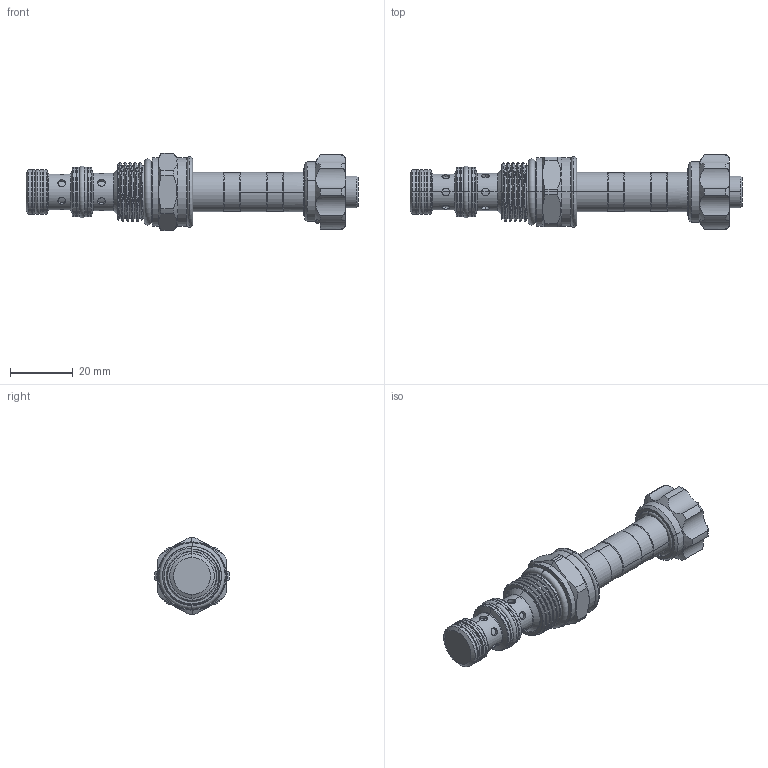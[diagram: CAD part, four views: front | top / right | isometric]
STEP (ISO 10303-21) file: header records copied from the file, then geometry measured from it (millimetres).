
FILE_DESCRIPTION (( 'STEP AP203' ), '1' );
FILE_NAME ('ES08W3A11M04.STEP', '2016-09-06T02:21:48', ( '' ), ( '' ), 'SwSTEP 2.0', 'SolidWorks 2012', '' );
FILE_SCHEMA (( 'CONFIG_CONTROL_DESIGN' ));
Length unit declared in the file: millimetre
Products named in the file (1): ES08W3A11M04
Bounding box: 106.19 x 23.79 x 24.65 mm (x, y, z)
Volume: 20977.1 mm3; surface area: 9842.8 mm2
Topology: 4 solids, 4 shells, 313 faces, 713 edges, 434 vertices
Faces by surface type: cylinder 158, torus 66, cone 47, plane 36, bspline 6
Entity records: 13763 total; most frequent: CARTESIAN_POINT 6736, DIRECTION 1520, ORIENTED_EDGE 1426, EDGE_CURVE 713, AXIS2_PLACEMENT_3D 659, VERTEX_POINT 434, CIRCLE 351, EDGE_LOOP 347
